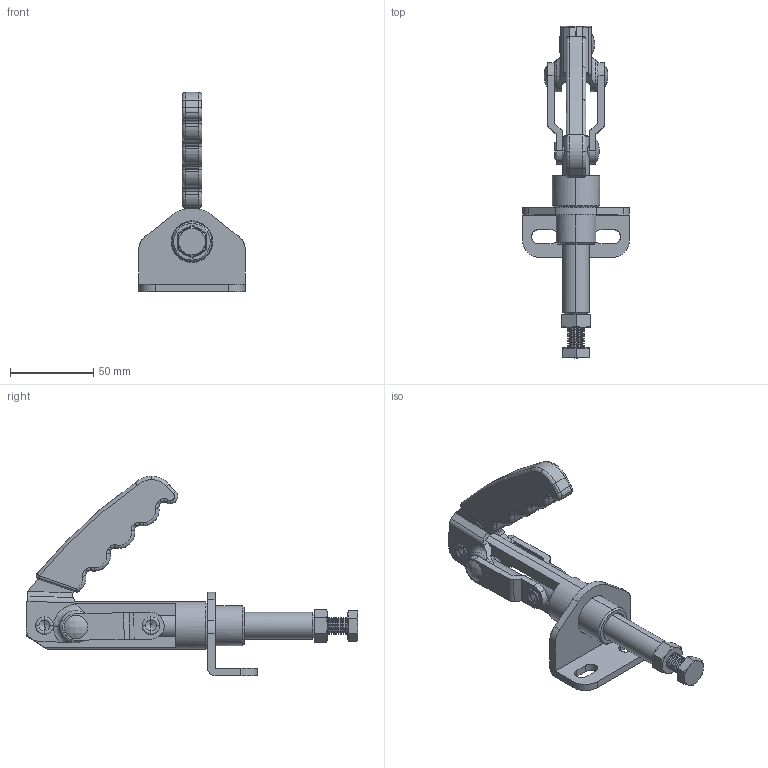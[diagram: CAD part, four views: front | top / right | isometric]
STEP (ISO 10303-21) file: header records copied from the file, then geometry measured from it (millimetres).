
FILE_DESCRIPTION((''),' ');
FILE_NAME('GH-30450.stp',' ',('stephen'),('BIB design'),' ','ACIS 14.0',' ');
FILE_SCHEMA(('automotive_design'));
Length unit declared in the file: inch
Products named in the file (14): Part_97964; Part_88934; Part_90520; Part_90521; Part_97965; Part_104254; Part_104255; Part_104256; Part_104257; Part_104258; Part_104259; Part_104260; Part_104261; Part_104262
Bounding box: 64 x 199.43 x 119.73 mm (x, y, z)
Volume: 127520.6 mm3; surface area: 61642.2 mm2
Topology: 14 solids, 14 shells, 679 faces, 3303 edges, 2642 vertices
Faces by surface type: cylinder 261, cone 174, plane 127, torus 60, bspline 49, sphere 8
Entity records: 75493 total; most frequent: CARTESIAN_POINT 11063, PRESENTATION_STYLE_ASSIGNMENT 7178, COLOUR_RGB 7178, DIRECTION 6960, STYLED_ITEM 6618, ORIENTED_EDGE 6566, CURVE_STYLE 3843, EDGE_CURVE 3283
